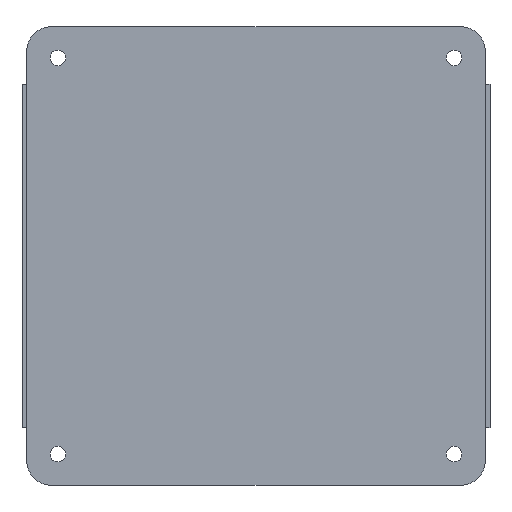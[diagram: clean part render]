
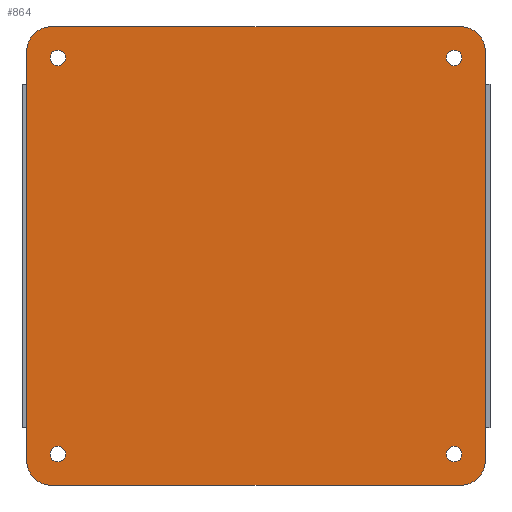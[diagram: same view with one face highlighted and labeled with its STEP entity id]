
A CAD part, front view. The second image highlights one B-rep face of the part: STEP entity #864.
In plain terms, the highlighted planar face has unit normal (0, -1, 0).
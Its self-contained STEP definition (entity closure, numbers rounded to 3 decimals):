
#13 = CARTESIAN_POINT ( 'NONE',  ( 138.5, -4., 11. ) ) ;
#22 = EDGE_CURVE ( 'NONE', #309, #926, #854, .T. ) ;
#48 = CIRCLE ( 'NONE', #915, 2.5 ) ;
#53 = VERTEX_POINT ( 'NONE', #657 ) ;
#70 = CARTESIAN_POINT ( 'NONE',  ( 138.5, -4., -121. ) ) ;
#80 = VERTEX_POINT ( 'NONE', #70 ) ;
#93 = DIRECTION ( 'NONE',  ( 0., 0., -1. ) ) ;
#137 = AXIS2_PLACEMENT_3D ( 'NONE', #1051, #354, #1308 ) ;
#144 = ORIENTED_EDGE ( 'NONE', *, *, #223, .T. ) ;
#168 = EDGE_CURVE ( 'NONE', #1033, #1042, #901, .T. ) ;
#177 = VECTOR ( 'NONE', #329, 1000. ) ;
#189 = DIRECTION ( 'NONE',  ( 0., 0., 1. ) ) ;
#216 = CARTESIAN_POINT ( 'NONE',  ( 1.5, -4., -120.5 ) ) ;
#223 = EDGE_CURVE ( 'NONE', #622, #620, #1292, .T. ) ;
#246 = VECTOR ( 'NONE', #1347, 1000. ) ;
#253 = DIRECTION ( 'NONE',  ( 0., 0., -1. ) ) ;
#256 = VERTEX_POINT ( 'NONE', #1298 ) ;
#279 = CARTESIAN_POINT ( 'NONE',  ( 9.5, -4., 10.5 ) ) ;
#285 = CARTESIAN_POINT ( 'NONE',  ( 1.5, -4., 18.5 ) ) ;
#294 = LINE ( 'NONE', #285, #246 ) ;
#296 = DIRECTION ( 'NONE',  ( 0., 1., 0. ) ) ;
#309 = VERTEX_POINT ( 'NONE', #471 ) ;
#314 = DIRECTION ( 'NONE',  ( 1., 0., 0. ) ) ;
#323 = EDGE_LOOP ( 'NONE', ( #786, #1515 ) ) ;
#327 = LINE ( 'NONE', #1028, #1071 ) ;
#329 = DIRECTION ( 'NONE',  ( 0., 0., 1. ) ) ;
#353 = EDGE_CURVE ( 'NONE', #891, #1469, #1407, .T. ) ;
#354 = DIRECTION ( 'NONE',  ( 0., -1., 0. ) ) ;
#369 = DIRECTION ( 'NONE',  ( 0., 1., 0. ) ) ;
#385 = PLANE ( 'NONE',  #1268 ) ;
#390 = CARTESIAN_POINT ( 'NONE',  ( 148.5, -4., -120.5 ) ) ;
#392 = DIRECTION ( 'NONE',  ( 0., -1., 0. ) ) ;
#401 = CARTESIAN_POINT ( 'NONE',  ( 11.5, -4., 8.5 ) ) ;
#420 = EDGE_LOOP ( 'NONE', ( #1329, #563 ) ) ;
#431 = VECTOR ( 'NONE', #789, 1000. ) ;
#471 = CARTESIAN_POINT ( 'NONE',  ( 11.5, -4., 11. ) ) ;
#475 = CARTESIAN_POINT ( 'NONE',  ( 11.5, -4., 8.5 ) ) ;
#479 = EDGE_CURVE ( 'NONE', #926, #309, #48, .T. ) ;
#486 = AXIS2_PLACEMENT_3D ( 'NONE', #791, #1034, #1490 ) ;
#487 = FACE_BOUND ( 'NONE', #832, .T. ) ;
#495 = DIRECTION ( 'NONE',  ( 0., 1., 0. ) ) ;
#497 = FACE_OUTER_BOUND ( 'NONE', #1079, .T. ) ;
#518 = AXIS2_PLACEMENT_3D ( 'NONE', #279, #1147, #93 ) ;
#533 = CARTESIAN_POINT ( 'NONE',  ( 138.5, -4., -118.5 ) ) ;
#543 = DIRECTION ( 'NONE',  ( 0., 0., 1. ) ) ;
#546 = AXIS2_PLACEMENT_3D ( 'NONE', #533, #296, #189 ) ;
#563 = ORIENTED_EDGE ( 'NONE', *, *, #479, .T. ) ;
#564 = EDGE_CURVE ( 'NONE', #80, #1109, #985, .T. ) ;
#584 = ORIENTED_EDGE ( 'NONE', *, *, #1218, .T. ) ;
#590 = CARTESIAN_POINT ( 'NONE',  ( 140.5, -4., 10.5 ) ) ;
#615 = CARTESIAN_POINT ( 'NONE',  ( 140.5, -4., -128.5 ) ) ;
#620 = VERTEX_POINT ( 'NONE', #1082 ) ;
#622 = VERTEX_POINT ( 'NONE', #216 ) ;
#654 = CARTESIAN_POINT ( 'NONE',  ( 1.5, -4., 18.5 ) ) ;
#657 = CARTESIAN_POINT ( 'NONE',  ( 1.5, -4., 10.5 ) ) ;
#687 = CIRCLE ( 'NONE', #893, 2.5 ) ;
#701 = DIRECTION ( 'NONE',  ( 0., -1., 0. ) ) ;
#707 = DIRECTION ( 'NONE',  ( 0., 0., 1. ) ) ;
#727 = FACE_BOUND ( 'NONE', #323, .T. ) ;
#730 = CARTESIAN_POINT ( 'NONE',  ( 148.5, -4., 10.5 ) ) ;
#747 = DIRECTION ( 'NONE',  ( 0., 0., 1. ) ) ;
#748 = DIRECTION ( 'NONE',  ( 0., 0., -1. ) ) ;
#762 = CARTESIAN_POINT ( 'NONE',  ( 11.5, -4., -118.5 ) ) ;
#763 = DIRECTION ( 'NONE',  ( 0., 0., 1. ) ) ;
#786 = ORIENTED_EDGE ( 'NONE', *, *, #1176, .T. ) ;
#788 = EDGE_CURVE ( 'NONE', #1055, #1302, #1440, .T. ) ;
#789 = DIRECTION ( 'NONE',  ( -1., 0., 0. ) ) ;
#791 = CARTESIAN_POINT ( 'NONE',  ( 138.5, -4., 8.5 ) ) ;
#798 = AXIS2_PLACEMENT_3D ( 'NONE', #972, #875, #748 ) ;
#826 = DIRECTION ( 'NONE',  ( 0., 1., 0. ) ) ;
#832 = EDGE_LOOP ( 'NONE', ( #1289, #994 ) ) ;
#852 = CARTESIAN_POINT ( 'NONE',  ( 0., -4., 0. ) ) ;
#853 = DIRECTION ( 'NONE',  ( 0., 0., 1. ) ) ;
#854 = CIRCLE ( 'NONE', #1246, 2.5 ) ;
#856 = CARTESIAN_POINT ( 'NONE',  ( 138.5, -4., -118.5 ) ) ;
#864 = ADVANCED_FACE ( 'NONE', ( #487, #1198, #865, #727, #497 ), #385, .T. ) ;
#865 = FACE_BOUND ( 'NONE', #1090, .T. ) ;
#875 = DIRECTION ( 'NONE',  ( 0., -1., 0. ) ) ;
#888 = DIRECTION ( 'NONE',  ( 0., 1., 0. ) ) ;
#889 = CARTESIAN_POINT ( 'NONE',  ( 11.5, -4., 6. ) ) ;
#891 = VERTEX_POINT ( 'NONE', #1098 ) ;
#893 = AXIS2_PLACEMENT_3D ( 'NONE', #762, #495, #747 ) ;
#901 = CIRCLE ( 'NONE', #988, 8. ) ;
#904 = LINE ( 'NONE', #654, #431 ) ;
#914 = EDGE_CURVE ( 'NONE', #1227, #53, #1108, .T. ) ;
#915 = AXIS2_PLACEMENT_3D ( 'NONE', #401, #888, #543 ) ;
#917 = ORIENTED_EDGE ( 'NONE', *, *, #1394, .T. ) ;
#926 = VERTEX_POINT ( 'NONE', #889 ) ;
#930 = DIRECTION ( 'NONE',  ( 0., 0., -1. ) ) ;
#934 = DIRECTION ( 'NONE',  ( 0., 1., 0. ) ) ;
#949 = AXIS2_PLACEMENT_3D ( 'NONE', #1240, #1104, #763 ) ;
#963 = ORIENTED_EDGE ( 'NONE', *, *, #168, .T. ) ;
#964 = CIRCLE ( 'NONE', #486, 2.5 ) ;
#972 = CARTESIAN_POINT ( 'NONE',  ( 140.5, -4., -120.5 ) ) ;
#981 = CIRCLE ( 'NONE', #1374, 2.5 ) ;
#985 = CIRCLE ( 'NONE', #546, 2.5 ) ;
#988 = AXIS2_PLACEMENT_3D ( 'NONE', #590, #701, #930 ) ;
#994 = ORIENTED_EDGE ( 'NONE', *, *, #564, .T. ) ;
#998 = EDGE_CURVE ( 'NONE', #1042, #1227, #904, .T. ) ;
#1028 = CARTESIAN_POINT ( 'NONE',  ( 1.5, -4., -128.5 ) ) ;
#1033 = VERTEX_POINT ( 'NONE', #730 ) ;
#1034 = DIRECTION ( 'NONE',  ( 0., 1., 0. ) ) ;
#1042 = VERTEX_POINT ( 'NONE', #1279 ) ;
#1050 = EDGE_CURVE ( 'NONE', #1302, #1033, #1518, .T. ) ;
#1051 = CARTESIAN_POINT ( 'NONE',  ( 9.5, -4., -120.5 ) ) ;
#1055 = VERTEX_POINT ( 'NONE', #615 ) ;
#1061 = ORIENTED_EDGE ( 'NONE', *, *, #998, .T. ) ;
#1071 = VECTOR ( 'NONE', #314, 1000. ) ;
#1079 = EDGE_LOOP ( 'NONE', ( #1061, #1162, #584, #144, #917, #1333, #1362, #963 ) ) ;
#1082 = CARTESIAN_POINT ( 'NONE',  ( 9.5, -4., -128.5 ) ) ;
#1090 = EDGE_LOOP ( 'NONE', ( #1213, #1352 ) ) ;
#1098 = CARTESIAN_POINT ( 'NONE',  ( 138.5, -4., 6. ) ) ;
#1104 = DIRECTION ( 'NONE',  ( 0., 1., 0. ) ) ;
#1108 = CIRCLE ( 'NONE', #518, 8. ) ;
#1109 = VERTEX_POINT ( 'NONE', #1500 ) ;
#1120 = CARTESIAN_POINT ( 'NONE',  ( 11.5, -4., -116. ) ) ;
#1147 = DIRECTION ( 'NONE',  ( 0., -1., 0. ) ) ;
#1162 = ORIENTED_EDGE ( 'NONE', *, *, #914, .T. ) ;
#1175 = CARTESIAN_POINT ( 'NONE',  ( 11.5, -4., -118.5 ) ) ;
#1176 = EDGE_CURVE ( 'NONE', #1263, #256, #981, .T. ) ;
#1192 = CIRCLE ( 'NONE', #1288, 2.5 ) ;
#1198 = FACE_BOUND ( 'NONE', #420, .T. ) ;
#1213 = ORIENTED_EDGE ( 'NONE', *, *, #1424, .T. ) ;
#1218 = EDGE_CURVE ( 'NONE', #53, #622, #294, .T. ) ;
#1227 = VERTEX_POINT ( 'NONE', #1325 ) ;
#1240 = CARTESIAN_POINT ( 'NONE',  ( 138.5, -4., 8.5 ) ) ;
#1246 = AXIS2_PLACEMENT_3D ( 'NONE', #475, #369, #853 ) ;
#1253 = EDGE_CURVE ( 'NONE', #256, #1263, #687, .T. ) ;
#1263 = VERTEX_POINT ( 'NONE', #1120 ) ;
#1268 = AXIS2_PLACEMENT_3D ( 'NONE', #852, #392, #253 ) ;
#1279 = CARTESIAN_POINT ( 'NONE',  ( 140.5, -4., 18.5 ) ) ;
#1288 = AXIS2_PLACEMENT_3D ( 'NONE', #856, #934, #1395 ) ;
#1289 = ORIENTED_EDGE ( 'NONE', *, *, #1462, .T. ) ;
#1292 = CIRCLE ( 'NONE', #137, 8. ) ;
#1298 = CARTESIAN_POINT ( 'NONE',  ( 11.5, -4., -121. ) ) ;
#1302 = VERTEX_POINT ( 'NONE', #390 ) ;
#1308 = DIRECTION ( 'NONE',  ( 0., 0., -1. ) ) ;
#1325 = CARTESIAN_POINT ( 'NONE',  ( 9.5, -4., 18.5 ) ) ;
#1329 = ORIENTED_EDGE ( 'NONE', *, *, #22, .T. ) ;
#1333 = ORIENTED_EDGE ( 'NONE', *, *, #788, .T. ) ;
#1347 = DIRECTION ( 'NONE',  ( 0., 0., -1. ) ) ;
#1352 = ORIENTED_EDGE ( 'NONE', *, *, #353, .T. ) ;
#1362 = ORIENTED_EDGE ( 'NONE', *, *, #1050, .T. ) ;
#1374 = AXIS2_PLACEMENT_3D ( 'NONE', #1175, #826, #707 ) ;
#1394 = EDGE_CURVE ( 'NONE', #620, #1055, #327, .T. ) ;
#1395 = DIRECTION ( 'NONE',  ( 0., 0., 1. ) ) ;
#1407 = CIRCLE ( 'NONE', #949, 2.5 ) ;
#1424 = EDGE_CURVE ( 'NONE', #1469, #891, #964, .T. ) ;
#1440 = CIRCLE ( 'NONE', #798, 8. ) ;
#1462 = EDGE_CURVE ( 'NONE', #1109, #80, #1192, .T. ) ;
#1469 = VERTEX_POINT ( 'NONE', #13 ) ;
#1490 = DIRECTION ( 'NONE',  ( 0., 0., 1. ) ) ;
#1500 = CARTESIAN_POINT ( 'NONE',  ( 138.5, -4., -116. ) ) ;
#1508 = CARTESIAN_POINT ( 'NONE',  ( 148.5, -4., 18.5 ) ) ;
#1515 = ORIENTED_EDGE ( 'NONE', *, *, #1253, .T. ) ;
#1518 = LINE ( 'NONE', #1508, #177 ) ;
